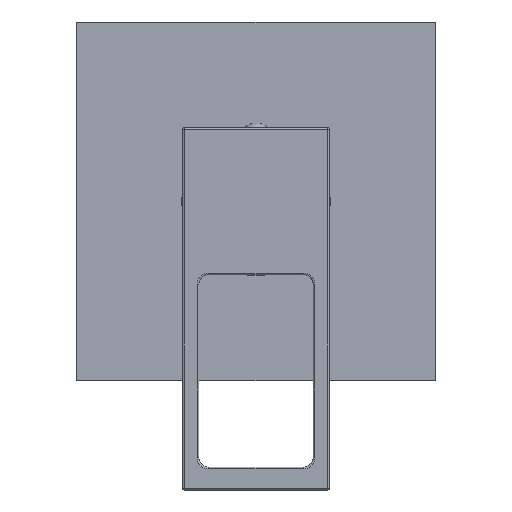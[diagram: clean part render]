
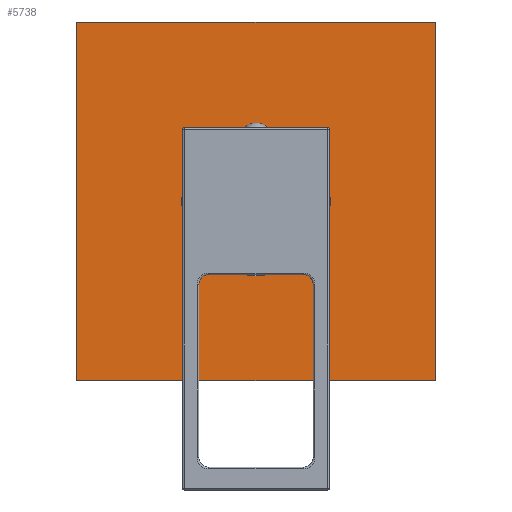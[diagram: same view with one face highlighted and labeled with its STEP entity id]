
A CAD part, top view. The second image highlights one B-rep face of the part: STEP entity #5738.
In plain terms, the highlighted planar face has unit normal (0, 0, 1).
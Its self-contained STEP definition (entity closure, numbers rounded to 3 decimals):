
#4846=DIRECTION('',(0.,1.,0.));
#4847=VECTOR('',#4846,110.);
#4848=CARTESIAN_POINT('',(55.,-55.,-2.));
#4849=LINE('',#4848,#4847);
#4850=DIRECTION('',(1.,0.,0.));
#4851=VECTOR('',#4850,110.);
#4852=CARTESIAN_POINT('',(-55.,-55.,-2.));
#4853=LINE('',#4852,#4851);
#4854=DIRECTION('',(0.,-1.,0.));
#4855=VECTOR('',#4854,110.);
#4856=CARTESIAN_POINT('',(-55.,55.,-2.));
#4857=LINE('',#4856,#4855);
#4858=DIRECTION('',(-1.,0.,0.));
#4859=VECTOR('',#4858,110.);
#4860=CARTESIAN_POINT('',(55.,55.,-2.));
#4861=LINE('',#4860,#4859);
#4862=CARTESIAN_POINT('',(0.,0.,-2.));
#4863=DIRECTION('',(0.,0.,-1.));
#4864=DIRECTION('',(-1.,0.,0.));
#4865=AXIS2_PLACEMENT_3D('',#4862,#4863,#4864);
#4867=CARTESIAN_POINT('',(0.,0.,-2.));
#4868=DIRECTION('',(0.,0.,-1.));
#4869=DIRECTION('',(1.,0.,0.));
#4870=AXIS2_PLACEMENT_3D('',#4867,#4868,#4869);
#5044=CARTESIAN_POINT('',(-22.8,0.,-2.));
#5045=CARTESIAN_POINT('',(22.8,0.,-2.));
#5046=VERTEX_POINT('',#5044);
#5047=VERTEX_POINT('',#5045);
#5048=CARTESIAN_POINT('',(55.,-55.,-2.));
#5049=CARTESIAN_POINT('',(55.,55.,-2.));
#5050=VERTEX_POINT('',#5048);
#5051=VERTEX_POINT('',#5049);
#5052=CARTESIAN_POINT('',(-55.,55.,-2.));
#5053=VERTEX_POINT('',#5052);
#5054=CARTESIAN_POINT('',(-55.,-55.,-2.));
#5055=VERTEX_POINT('',#5054);
#5721=CARTESIAN_POINT('',(0.,0.,-2.));
#5722=DIRECTION('',(0.,0.,1.));
#5723=DIRECTION('',(-1.,0.,0.));
#5724=AXIS2_PLACEMENT_3D('',#5721,#5722,#5723);
#5725=PLANE('',#5724);
#5726=ORIENTED_EDGE('',*,*,#5508,.F.);
#5727=ORIENTED_EDGE('',*,*,#5537,.F.);
#5728=ORIENTED_EDGE('',*,*,#5664,.F.);
#5729=ORIENTED_EDGE('',*,*,#5689,.F.);
#5730=EDGE_LOOP('',(#5726,#5727,#5728,#5729));
#5731=FACE_OUTER_BOUND('',#5730,.F.);
#5733=ORIENTED_EDGE('',*,*,#5732,.F.);
#5735=ORIENTED_EDGE('',*,*,#5734,.F.);
#5736=EDGE_LOOP('',(#5733,#5735));
#5737=FACE_BOUND('',#5736,.F.);
#5738=ADVANCED_FACE('',(#5731,#5737),#5725,.T.);
#4866=CIRCLE('',#4865,22.8);
#4871=CIRCLE('',#4870,22.8);
#5508=EDGE_CURVE('',#5050,#5051,#4849,.T.);
#5537=EDGE_CURVE('',#5055,#5050,#4853,.T.);
#5664=EDGE_CURVE('',#5053,#5055,#4857,.T.);
#5689=EDGE_CURVE('',#5051,#5053,#4861,.T.);
#5732=EDGE_CURVE('',#5046,#5047,#4866,.T.);
#5734=EDGE_CURVE('',#5047,#5046,#4871,.T.);
